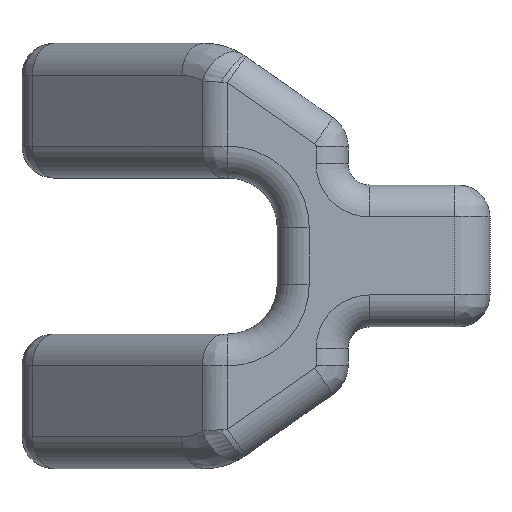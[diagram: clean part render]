
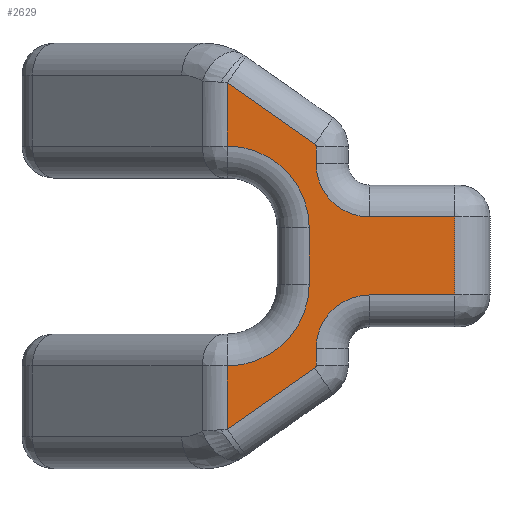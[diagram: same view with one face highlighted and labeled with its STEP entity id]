
A CAD part, left-side view. The second image highlights one B-rep face of the part: STEP entity #2629.
In plain terms, the highlighted planar face has unit normal (-1, 0, 0).
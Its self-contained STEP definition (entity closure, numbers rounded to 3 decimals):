
#114 = DIRECTION ( 'NONE',  ( 1., 0., 0. ) ) ;
#123 = CARTESIAN_POINT ( 'NONE',  ( -22., 7.136, 24.505 ) ) ;
#143 = CARTESIAN_POINT ( 'NONE',  ( -22., 7., -4. ) ) ;
#212 = CARTESIAN_POINT ( 'NONE',  ( -22., 0., 30. ) ) ;
#216 = CARTESIAN_POINT ( 'NONE',  ( -22., 7.042, 15.5 ) ) ;
#339 = CARTESIAN_POINT ( 'NONE',  ( -22., 7.042, -24.439 ) ) ;
#413 = ORIENTED_EDGE ( 'NONE', *, *, #2504, .T. ) ;
#434 = CARTESIAN_POINT ( 'NONE',  ( -22., 7., 4. ) ) ;
#435 = CARTESIAN_POINT ( 'NONE',  ( -22., -13., 13. ) ) ;
#648 = CARTESIAN_POINT ( 'NONE',  ( -22., 0., 5.5 ) ) ;
#697 = EDGE_LOOP ( 'NONE', ( #6435, #2564, #1051, #3258, #3825, #413, #5695, #2446, #3383, #6151, #2659, #3355, #3310, #4580, #4190, #5149, #3420, #2481 ) ) ;
#722 = EDGE_CURVE ( 'NONE', #3813, #3772, #1264, .T. ) ;
#752 = VERTEX_POINT ( 'NONE', #3418 ) ;
#805 = DIRECTION ( 'NONE',  ( 1., 0., 0. ) ) ;
#812 = CARTESIAN_POINT ( 'NONE',  ( -22., -13., -13. ) ) ;
#1051 = ORIENTED_EDGE ( 'NONE', *, *, #6022, .T. ) ;
#1059 = AXIS2_PLACEMENT_3D ( 'NONE', #3501, #5049, #3991 ) ;
#1062 = VECTOR ( 'NONE', #3769, 1000. ) ;
#1088 = VERTEX_POINT ( 'NONE', #4528 ) ;
#1264 = CIRCLE ( 'NONE', #2853, 11.5 ) ;
#1304 = DIRECTION ( 'NONE',  ( 0., -1., 0. ) ) ;
#1307 = CARTESIAN_POINT ( 'NONE',  ( -22., -25., 30. ) ) ;
#1319 = EDGE_CURVE ( 'NONE', #3728, #3904, #5187, .T. ) ;
#1336 = DIRECTION ( 'NONE',  ( 0., 1., 0. ) ) ;
#1512 = CARTESIAN_POINT ( 'NONE',  ( -22., -5.5, -13. ) ) ;
#1610 = CARTESIAN_POINT ( 'NONE',  ( -22., 7., 15.5 ) ) ;
#1626 = VERTEX_POINT ( 'NONE', #2046 ) ;
#1630 = EDGE_CURVE ( 'NONE', #4944, #5375, #6139, .T. ) ;
#1709 = DIRECTION ( 'NONE',  ( 0., 0., 1. ) ) ;
#1789 = CARTESIAN_POINT ( 'NONE',  ( -22., -25., -5.5 ) ) ;
#1855 = CARTESIAN_POINT ( 'NONE',  ( -22., -4.5, 30. ) ) ;
#1892 = VECTOR ( 'NONE', #2675, 1000. ) ;
#1940 = EDGE_CURVE ( 'NONE', #3904, #4916, #4951, .T. ) ;
#1952 = CARTESIAN_POINT ( 'NONE',  ( -22., -25., 5.5 ) ) ;
#2046 = CARTESIAN_POINT ( 'NONE',  ( -22., -13., -5.5 ) ) ;
#2100 = AXIS2_PLACEMENT_3D ( 'NONE', #435, #2896, #4915 ) ;
#2111 = EDGE_CURVE ( 'NONE', #752, #1088, #2731, .T. ) ;
#2129 = CIRCLE ( 'NONE', #1059, 0.5 ) ;
#2163 = DIRECTION ( 'NONE',  ( 0., 0.819, 0.574 ) ) ;
#2181 = DIRECTION ( 'NONE',  ( 0., 1., 0. ) ) ;
#2350 = EDGE_CURVE ( 'NONE', #1088, #5372, #4668, .T. ) ;
#2369 = CARTESIAN_POINT ( 'NONE',  ( -22., -5., 15.397 ) ) ;
#2446 = ORIENTED_EDGE ( 'NONE', *, *, #2350, .T. ) ;
#2460 = CARTESIAN_POINT ( 'NONE',  ( -22., 7.042, 30. ) ) ;
#2481 = ORIENTED_EDGE ( 'NONE', *, *, #6072, .T. ) ;
#2501 = VECTOR ( 'NONE', #1709, 1000. ) ;
#2504 = EDGE_CURVE ( 'NONE', #4916, #752, #2786, .T. ) ;
#2564 = ORIENTED_EDGE ( 'NONE', *, *, #4971, .T. ) ;
#2583 = CARTESIAN_POINT ( 'NONE',  ( -22., 7.042, -15.5 ) ) ;
#2629 = ADVANCED_FACE ( 'NONE', ( #4256 ), #5313, .F. ) ;
#2659 = ORIENTED_EDGE ( 'NONE', *, *, #722, .T. ) ;
#2675 = DIRECTION ( 'NONE',  ( 0., 1., 0. ) ) ;
#2731 = CIRCLE ( 'NONE', #6536, 0.5 ) ;
#2770 = DIRECTION ( 'NONE',  ( 0., 0., -1. ) ) ;
#2786 = LINE ( 'NONE', #4801, #6119 ) ;
#2814 = VERTEX_POINT ( 'NONE', #1512 ) ;
#2853 = AXIS2_PLACEMENT_3D ( 'NONE', #434, #4387, #4840 ) ;
#2893 = DIRECTION ( 'NONE',  ( 0., -1., 0. ) ) ;
#2896 = DIRECTION ( 'NONE',  ( 1., 0., 0. ) ) ;
#2975 = VECTOR ( 'NONE', #1304, 1000. ) ;
#3000 = CARTESIAN_POINT ( 'NONE',  ( -22., -5.5, -15.397 ) ) ;
#3062 = CARTESIAN_POINT ( 'NONE',  ( -22., -4.5, 4. ) ) ;
#3252 = CARTESIAN_POINT ( 'NONE',  ( -22., -5.287, -15.807 ) ) ;
#3258 = ORIENTED_EDGE ( 'NONE', *, *, #1319, .T. ) ;
#3289 = CARTESIAN_POINT ( 'NONE',  ( -22., -5.5, 30. ) ) ;
#3310 = ORIENTED_EDGE ( 'NONE', *, *, #5815, .T. ) ;
#3355 = ORIENTED_EDGE ( 'NONE', *, *, #3461, .T. ) ;
#3365 = VECTOR ( 'NONE', #6074, 1000. ) ;
#3383 = ORIENTED_EDGE ( 'NONE', *, *, #4063, .T. ) ;
#3418 = CARTESIAN_POINT ( 'NONE',  ( -22., -5.5, 15.397 ) ) ;
#3420 = ORIENTED_EDGE ( 'NONE', *, *, #5623, .T. ) ;
#3461 = EDGE_CURVE ( 'NONE', #3772, #6171, #4324, .T. ) ;
#3480 = CARTESIAN_POINT ( 'NONE',  ( -22., 7.042, 30. ) ) ;
#3501 = CARTESIAN_POINT ( 'NONE',  ( -22., -5., -15.397 ) ) ;
#3574 = VERTEX_POINT ( 'NONE', #3000 ) ;
#3728 = VERTEX_POINT ( 'NONE', #1952 ) ;
#3737 = LINE ( 'NONE', #1307, #6001 ) ;
#3742 = CARTESIAN_POINT ( 'NONE',  ( -22., -13., 5.5 ) ) ;
#3769 = DIRECTION ( 'NONE',  ( 0., -0.819, 0.574 ) ) ;
#3772 = VERTEX_POINT ( 'NONE', #3062 ) ;
#3813 = VERTEX_POINT ( 'NONE', #1610 ) ;
#3825 = ORIENTED_EDGE ( 'NONE', *, *, #1940, .T. ) ;
#3831 = LINE ( 'NONE', #3289, #2501 ) ;
#3867 = LINE ( 'NONE', #5904, #4228 ) ;
#3904 = VERTEX_POINT ( 'NONE', #3742 ) ;
#3907 = EDGE_CURVE ( 'NONE', #4865, #5929, #6369, .T. ) ;
#3910 = CARTESIAN_POINT ( 'NONE',  ( -22., -5.287, -15.807 ) ) ;
#3927 = CARTESIAN_POINT ( 'NONE',  ( -22., -4.5, -4. ) ) ;
#3991 = DIRECTION ( 'NONE',  ( 0., 1., 0. ) ) ;
#4008 = VECTOR ( 'NONE', #2770, 1000. ) ;
#4046 = CARTESIAN_POINT ( 'NONE',  ( -22., 0., -15.5 ) ) ;
#4063 = EDGE_CURVE ( 'NONE', #5372, #4533, #5367, .T. ) ;
#4190 = ORIENTED_EDGE ( 'NONE', *, *, #4935, .T. ) ;
#4228 = VECTOR ( 'NONE', #2893, 1000. ) ;
#4230 = AXIS2_PLACEMENT_3D ( 'NONE', #812, #5887, #5353 ) ;
#4256 = FACE_OUTER_BOUND ( 'NONE', #697, .T. ) ;
#4324 = LINE ( 'NONE', #1855, #4008 ) ;
#4378 = EDGE_CURVE ( 'NONE', #4533, #3813, #5758, .T. ) ;
#4381 = DIRECTION ( 'NONE',  ( -1., 0., 0. ) ) ;
#4387 = DIRECTION ( 'NONE',  ( 1., 0., 0. ) ) ;
#4450 = CARTESIAN_POINT ( 'NONE',  ( -22., 7., -15.5 ) ) ;
#4478 = DIRECTION ( 'NONE',  ( 0., 0., -1. ) ) ;
#4528 = CARTESIAN_POINT ( 'NONE',  ( -22., -5.287, 15.807 ) ) ;
#4533 = VERTEX_POINT ( 'NONE', #216 ) ;
#4553 = VECTOR ( 'NONE', #5496, 1000. ) ;
#4580 = ORIENTED_EDGE ( 'NONE', *, *, #1630, .T. ) ;
#4668 = LINE ( 'NONE', #123, #6216 ) ;
#4801 = CARTESIAN_POINT ( 'NONE',  ( -22., -5.5, 30. ) ) ;
#4840 = DIRECTION ( 'NONE',  ( 0., 1., 0. ) ) ;
#4849 = AXIS2_PLACEMENT_3D ( 'NONE', #212, #805, #5241 ) ;
#4865 = VERTEX_POINT ( 'NONE', #339 ) ;
#4915 = DIRECTION ( 'NONE',  ( 0., 1., 0. ) ) ;
#4916 = VERTEX_POINT ( 'NONE', #5006 ) ;
#4935 = EDGE_CURVE ( 'NONE', #5375, #4865, #5526, .T. ) ;
#4944 = VERTEX_POINT ( 'NONE', #4450 ) ;
#4951 = CIRCLE ( 'NONE', #2100, 7.5 ) ;
#4971 = EDGE_CURVE ( 'NONE', #1626, #5779, #3867, .T. ) ;
#5006 = CARTESIAN_POINT ( 'NONE',  ( -22., -5.5, 13. ) ) ;
#5049 = DIRECTION ( 'NONE',  ( -1., 0., 0. ) ) ;
#5062 = CIRCLE ( 'NONE', #5810, 11.5 ) ;
#5149 = ORIENTED_EDGE ( 'NONE', *, *, #3907, .T. ) ;
#5187 = LINE ( 'NONE', #648, #1892 ) ;
#5241 = DIRECTION ( 'NONE',  ( 0., 1., 0. ) ) ;
#5313 = PLANE ( 'NONE',  #4849 ) ;
#5353 = DIRECTION ( 'NONE',  ( 0., 1., 0. ) ) ;
#5367 = LINE ( 'NONE', #3480, #4553 ) ;
#5372 = VERTEX_POINT ( 'NONE', #6155 ) ;
#5375 = VERTEX_POINT ( 'NONE', #2583 ) ;
#5492 = VECTOR ( 'NONE', #4478, 1000. ) ;
#5496 = DIRECTION ( 'NONE',  ( 0., 0., -1. ) ) ;
#5526 = LINE ( 'NONE', #2460, #5492 ) ;
#5623 = EDGE_CURVE ( 'NONE', #5929, #3574, #2129, .T. ) ;
#5695 = ORIENTED_EDGE ( 'NONE', *, *, #2111, .T. ) ;
#5758 = LINE ( 'NONE', #5836, #2975 ) ;
#5779 = VERTEX_POINT ( 'NONE', #1789 ) ;
#5810 = AXIS2_PLACEMENT_3D ( 'NONE', #143, #114, #2181 ) ;
#5815 = EDGE_CURVE ( 'NONE', #6171, #4944, #5062, .T. ) ;
#5836 = CARTESIAN_POINT ( 'NONE',  ( -22., 0., 15.5 ) ) ;
#5887 = DIRECTION ( 'NONE',  ( 1., 0., 0. ) ) ;
#5904 = CARTESIAN_POINT ( 'NONE',  ( -22., 0., -5.5 ) ) ;
#5929 = VERTEX_POINT ( 'NONE', #3910 ) ;
#6001 = VECTOR ( 'NONE', #6261, 1000. ) ;
#6011 = DIRECTION ( 'NONE',  ( 0., 0., 1. ) ) ;
#6022 = EDGE_CURVE ( 'NONE', #5779, #3728, #3737, .T. ) ;
#6072 = EDGE_CURVE ( 'NONE', #3574, #2814, #3831, .T. ) ;
#6074 = DIRECTION ( 'NONE',  ( 0., 1., 0. ) ) ;
#6119 = VECTOR ( 'NONE', #6011, 1000. ) ;
#6139 = LINE ( 'NONE', #4046, #3365 ) ;
#6151 = ORIENTED_EDGE ( 'NONE', *, *, #4378, .T. ) ;
#6155 = CARTESIAN_POINT ( 'NONE',  ( -22., 7.042, 24.439 ) ) ;
#6171 = VERTEX_POINT ( 'NONE', #3927 ) ;
#6176 = EDGE_CURVE ( 'NONE', #2814, #1626, #6187, .T. ) ;
#6187 = CIRCLE ( 'NONE', #4230, 7.5 ) ;
#6216 = VECTOR ( 'NONE', #2163, 1000. ) ;
#6261 = DIRECTION ( 'NONE',  ( 0., 0., 1. ) ) ;
#6369 = LINE ( 'NONE', #3252, #1062 ) ;
#6435 = ORIENTED_EDGE ( 'NONE', *, *, #6176, .T. ) ;
#6536 = AXIS2_PLACEMENT_3D ( 'NONE', #2369, #4381, #1336 ) ;
